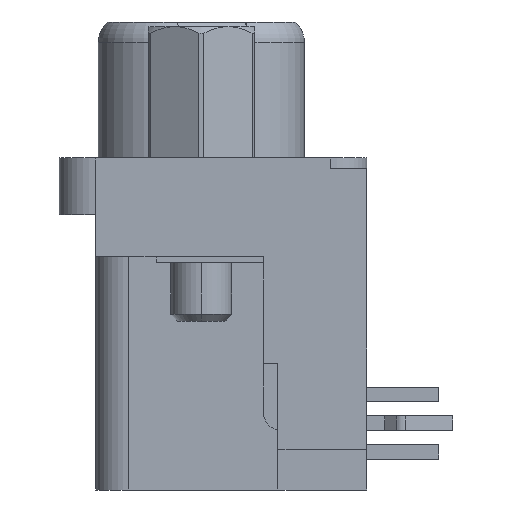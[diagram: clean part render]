
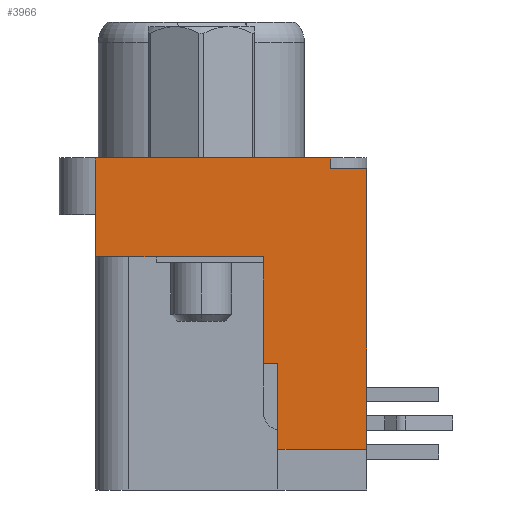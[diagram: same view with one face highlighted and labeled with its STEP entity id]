
A CAD part, left-side view. The second image highlights one B-rep face of the part: STEP entity #3966.
In plain terms, the highlighted planar face has unit normal (-1, 0, 0).
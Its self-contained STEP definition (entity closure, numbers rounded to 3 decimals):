
#157=DIRECTION('',(0.,1.,0.));
#158=VECTOR('',#157,10.375);
#159=CARTESIAN_POINT('',(-15.405,-5.188,-6.));
#160=LINE('',#159,#158);
#374=DIRECTION('',(0.,0.,1.));
#375=VECTOR('',#374,3.77);
#376=CARTESIAN_POINT('',(-15.405,-2.868,-18.85));
#377=LINE('',#376,#375);
#378=DIRECTION('',(0.,1.,0.));
#379=VECTOR('',#378,0.64);
#380=CARTESIAN_POINT('',(-15.405,-2.868,-15.08));
#381=LINE('',#380,#379);
#382=DIRECTION('',(0.,0.,1.));
#383=VECTOR('',#382,4.72);
#384=CARTESIAN_POINT('',(-15.405,-2.228,-15.08));
#385=LINE('',#384,#383);
#386=DIRECTION('',(0.,-1.,0.));
#387=VECTOR('',#386,7.395);
#388=CARTESIAN_POINT('',(-15.405,5.168,-10.36));
#389=LINE('',#388,#387);
#390=DIRECTION('',(0.,0.,1.));
#391=VECTOR('',#390,1.86);
#392=CARTESIAN_POINT('',(-15.405,5.168,-10.36));
#393=LINE('',#392,#391);
#394=DIRECTION('',(0.,-1.,0.));
#395=VECTOR('',#394,0.02);
#396=CARTESIAN_POINT('',(-15.405,5.188,-8.5));
#397=LINE('',#396,#395);
#398=DIRECTION('',(0.,0.,1.));
#399=VECTOR('',#398,2.5);
#400=CARTESIAN_POINT('',(-15.405,5.188,-8.5));
#401=LINE('',#400,#399);
#402=DIRECTION('',(0.,0.,-1.));
#403=VECTOR('',#402,0.47);
#404=CARTESIAN_POINT('',(-15.405,-5.188,-6.));
#405=LINE('',#404,#403);
#406=DIRECTION('',(0.,1.,0.));
#407=VECTOR('',#406,3.92);
#408=CARTESIAN_POINT('',(-15.405,-6.788,-18.85));
#409=LINE('',#408,#407);
#1391=DIRECTION('',(0.,0.,-1.));
#1392=VECTOR('',#1391,12.38);
#1393=CARTESIAN_POINT('',(-15.405,-6.788,-6.47));
#1394=LINE('',#1393,#1392);
#1462=DIRECTION('',(0.,-1.,0.));
#1463=VECTOR('',#1462,1.6);
#1464=CARTESIAN_POINT('',(-15.405,-5.188,-6.47));
#1465=LINE('',#1464,#1463);
#2932=CARTESIAN_POINT('',(-15.405,-5.188,-6.));
#2933=VERTEX_POINT('',#2932);
#2934=CARTESIAN_POINT('',(-15.405,5.188,-6.));
#2935=VERTEX_POINT('',#2934);
#2943=CARTESIAN_POINT('',(-15.405,-5.188,-6.47));
#2945=VERTEX_POINT('',#2943);
#2946=CARTESIAN_POINT('',(-15.405,-6.788,-6.47));
#2947=VERTEX_POINT('',#2946);
#2954=CARTESIAN_POINT('',(-15.405,5.188,-8.5));
#2956=VERTEX_POINT('',#2954);
#2960=CARTESIAN_POINT('',(-15.405,5.168,-8.5));
#2961=VERTEX_POINT('',#2960);
#2982=CARTESIAN_POINT('',(-15.405,5.168,-10.36));
#2984=VERTEX_POINT('',#2982);
#2994=CARTESIAN_POINT('',(-15.405,-6.788,-18.85));
#2995=CARTESIAN_POINT('',(-15.405,-2.868,-18.85));
#2996=VERTEX_POINT('',#2994);
#2997=VERTEX_POINT('',#2995);
#3320=CARTESIAN_POINT('',(-15.405,-2.868,-15.08));
#3321=CARTESIAN_POINT('',(-15.405,-2.228,-15.08));
#3322=VERTEX_POINT('',#3320);
#3323=VERTEX_POINT('',#3321);
#3324=CARTESIAN_POINT('',(-15.405,-2.228,-10.36));
#3325=VERTEX_POINT('',#3324);
#3938=CARTESIAN_POINT('',(-15.405,-5.188,-6.));
#3939=DIRECTION('',(-1.,0.,0.));
#3940=DIRECTION('',(0.,1.,0.));
#3941=AXIS2_PLACEMENT_3D('',#3938,#3939,#3940);
#3942=PLANE('',#3941);
#3944=ORIENTED_EDGE('',*,*,#3943,.T.);
#3946=ORIENTED_EDGE('',*,*,#3945,.T.);
#3948=ORIENTED_EDGE('',*,*,#3947,.T.);
#3950=ORIENTED_EDGE('',*,*,#3949,.F.);
#3952=ORIENTED_EDGE('',*,*,#3951,.T.);
#3953=ORIENTED_EDGE('',*,*,#3903,.F.);
#3954=ORIENTED_EDGE('',*,*,#3933,.T.);
#3955=ORIENTED_EDGE('',*,*,#3721,.F.);
#3957=ORIENTED_EDGE('',*,*,#3956,.T.);
#3959=ORIENTED_EDGE('',*,*,#3958,.T.);
#3961=ORIENTED_EDGE('',*,*,#3960,.T.);
#3963=ORIENTED_EDGE('',*,*,#3962,.T.);
#3964=EDGE_LOOP('',(#3944,#3946,#3948,#3950,#3952,#3953,#3954,#3955,#3957,#3959,
#3961,#3963));
#3965=FACE_OUTER_BOUND('',#3964,.F.);
#3721=EDGE_CURVE('',#2933,#2935,#160,.T.);
#3903=EDGE_CURVE('',#2956,#2961,#397,.T.);
#3933=EDGE_CURVE('',#2956,#2935,#401,.T.);
#3943=EDGE_CURVE('',#2997,#3322,#377,.T.);
#3945=EDGE_CURVE('',#3322,#3323,#381,.T.);
#3947=EDGE_CURVE('',#3323,#3325,#385,.T.);
#3949=EDGE_CURVE('',#2984,#3325,#389,.T.);
#3951=EDGE_CURVE('',#2984,#2961,#393,.T.);
#3956=EDGE_CURVE('',#2933,#2945,#405,.T.);
#3958=EDGE_CURVE('',#2945,#2947,#1465,.T.);
#3960=EDGE_CURVE('',#2947,#2996,#1394,.T.);
#3962=EDGE_CURVE('',#2996,#2997,#409,.T.);
#3966=ADVANCED_FACE('',(#3965),#3942,.T.);
